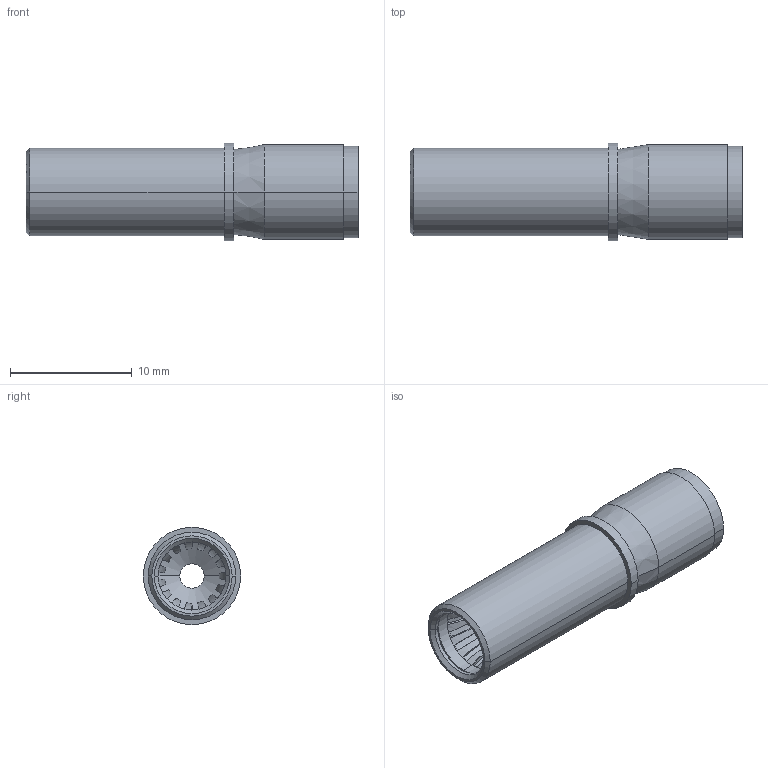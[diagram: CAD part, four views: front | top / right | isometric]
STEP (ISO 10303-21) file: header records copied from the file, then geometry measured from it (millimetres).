
FILE_DESCRIPTION((''),'2;1');
FILE_NAME('F0CLCT-05004120-01_ASM_ASM','2026-03-09T',('工程三'),(''),'PRO/ENGINEER BY PARAMETRIC TECHNOLOGY CORPORATION, 2010280','PRO/ENGINEER BY PARAMETRIC TECHNOLOGY CORPORATION, 2010280','');
FILE_SCHEMA(('CONFIG_CONTROL_DESIGN'));
Length unit declared in the file: millimetre
Products named in the file (1): F0CLCT-05004120-01_ASM_ASM
Bounding box: 27.3 x 8 x 8 mm (x, y, z)
Volume: 484.7 mm3; surface area: 1415.7 mm2
Topology: 1 solids, 1 shells, 124 faces, 358 edges, 226 vertices
Faces by surface type: plane 69, cylinder 26, torus 17, cone 12
Entity records: 4535 total; most frequent: CARTESIAN_POINT 1225, ORIENTED_EDGE 716, DIRECTION 678, EDGE_CURVE 358, AXIS2_PLACEMENT_3D 290, VERTEX_POINT 226, CIRCLE 166, EDGE_LOOP 146
